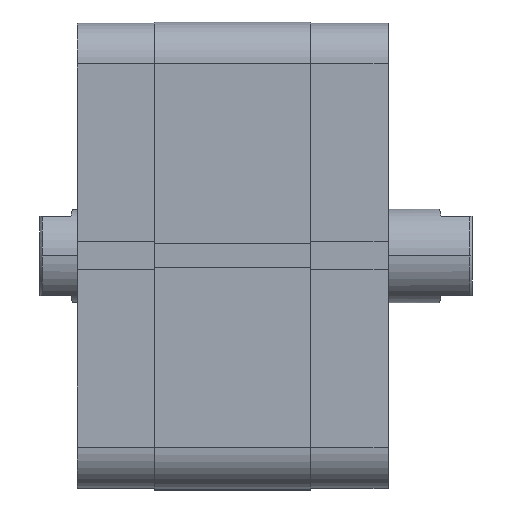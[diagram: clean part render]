
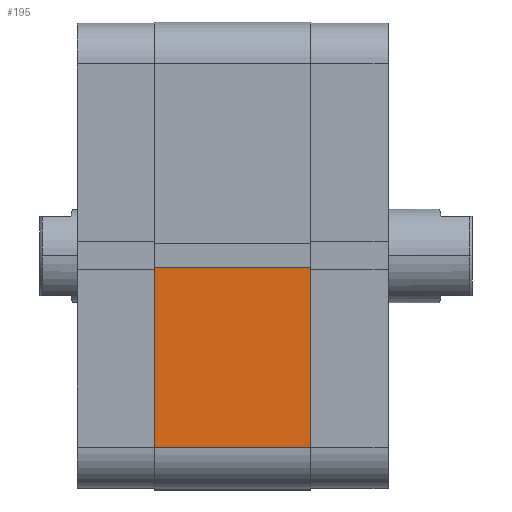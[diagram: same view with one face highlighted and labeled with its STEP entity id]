
A CAD part, top view. The second image highlights one B-rep face of the part: STEP entity #195.
In plain terms, the highlighted face is planar.
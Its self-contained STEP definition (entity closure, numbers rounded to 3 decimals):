
#195 = ADVANCED_FACE ( 'NONE', ( #5073 ), #4155, .F. ) ;
#325 = VERTEX_POINT ( 'NONE', #4327 ) ;
#335 = VERTEX_POINT ( 'NONE', #4337 ) ;
#428 = VERTEX_POINT ( 'NONE', #4430 ) ;
#433 = VERTEX_POINT ( 'NONE', #4435 ) ;
#1146 = EDGE_LOOP ( 'NONE', ( #2451, #2452, #2440, #2474 ) ) ;
#2440 = ORIENTED_EDGE ( 'NONE', *, *, #3139, .F. ) ;
#2451 = ORIENTED_EDGE ( 'NONE', *, *, #3166, .T. ) ;
#2452 = ORIENTED_EDGE ( 'NONE', *, *, #3216, .F. ) ;
#2474 = ORIENTED_EDGE ( 'NONE', *, *, #3215, .T. ) ;
#3139 = EDGE_CURVE ( 'NONE', #428, #433, #5792, .T. ) ;
#3166 = EDGE_CURVE ( 'NONE', #325, #335, #5868, .T. ) ;
#3215 = EDGE_CURVE ( 'NONE', #428, #325, #5965, .T. ) ;
#3216 = EDGE_CURVE ( 'NONE', #433, #335, #5967, .T. ) ;
#3470 = AXIS2_PLACEMENT_3D ( 'NONE', #4154, #4157, #4158 ) ;
#4154 = CARTESIAN_POINT ( 'NONE',  ( 2.6, 50., 33.5 ) ) ;
#4155 = PLANE ( 'NONE',  #3470 ) ;
#4157 = DIRECTION ( 'NONE',  ( 0., -1., 0. ) ) ;
#4158 = DIRECTION ( 'NONE',  ( 1., 0., 0. ) ) ;
#4327 = CARTESIAN_POINT ( 'NONE',  ( 41., 50., 0. ) ) ;
#4337 = CARTESIAN_POINT ( 'NONE',  ( 2.6, 50., 0. ) ) ;
#4430 = CARTESIAN_POINT ( 'NONE',  ( 41., 50., 33.5 ) ) ;
#4435 = CARTESIAN_POINT ( 'NONE',  ( 2.6, 50., 33.5 ) ) ;
#5073 = FACE_OUTER_BOUND ( 'NONE', #1146, .T. ) ;
#5792 = LINE ( 'NONE', #6827, #5809 ) ;
#5809 = VECTOR ( 'NONE', #6828, 1000. ) ;
#5868 = LINE ( 'NONE', #6888, #5872 ) ;
#5872 = VECTOR ( 'NONE', #6891, 1000. ) ;
#5965 = LINE ( 'NONE', #6995, #5966 ) ;
#5966 = VECTOR ( 'NONE', #6996, 1000. ) ;
#5967 = LINE ( 'NONE', #6997, #5968 ) ;
#5968 = VECTOR ( 'NONE', #6998, 1000. ) ;
#6827 = CARTESIAN_POINT ( 'NONE',  ( 2.6, 50., 33.5 ) ) ;
#6828 = DIRECTION ( 'NONE',  ( -1., 0., 0. ) ) ;
#6888 = CARTESIAN_POINT ( 'NONE',  ( 2.6, 50., 0. ) ) ;
#6891 = DIRECTION ( 'NONE',  ( -1., 0., 0. ) ) ;
#6995 = CARTESIAN_POINT ( 'NONE',  ( 41., 50., 33.5 ) ) ;
#6996 = DIRECTION ( 'NONE',  ( 0., 0., -1. ) ) ;
#6997 = CARTESIAN_POINT ( 'NONE',  ( 2.6, 50., 33.5 ) ) ;
#6998 = DIRECTION ( 'NONE',  ( 0., 0., -1. ) ) ;
